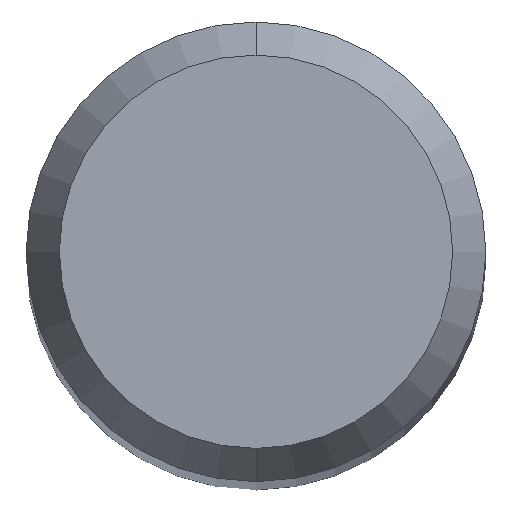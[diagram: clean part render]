
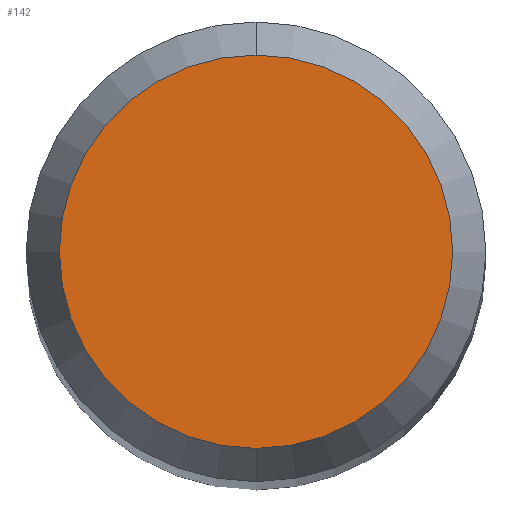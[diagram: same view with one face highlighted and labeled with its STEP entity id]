
A CAD part, top view. The second image highlights one B-rep face of the part: STEP entity #142.
In plain terms, the highlighted planar face has unit normal (0, 0, 1).
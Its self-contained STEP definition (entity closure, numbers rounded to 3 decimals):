
#142=ADVANCED_FACE('',(#326),#327,.T.);
#146=EDGE_CURVE('',#156,#200,#331,.T.);
#156=VERTEX_POINT('',#341);
#198=EDGE_CURVE('',#200,#156,#387,.T.);
#200=VERTEX_POINT('',#389);
#326=FACE_OUTER_BOUND('',#528,.T.);
#327=PLANE('',#529);
#331=CIRCLE('',#534,1.358);
#341=CARTESIAN_POINT('',(0.,-1.358,0.01));
#387=CIRCLE('',#606,1.358);
#389=CARTESIAN_POINT('',(0.0,1.358,0.01));
#528=EDGE_LOOP('',(#770,#771));
#529=AXIS2_PLACEMENT_3D('',#772,#773,#774);
#534=AXIS2_PLACEMENT_3D('',#775,#776,#777);
#606=AXIS2_PLACEMENT_3D('',#832,#833,#834);
#770=ORIENTED_EDGE('',*,*,#198,.F.);
#771=ORIENTED_EDGE('',*,*,#146,.F.);
#772=CARTESIAN_POINT('',(0.0,0.679,0.01));
#773=DIRECTION('',(-0.0,0.0,1.0));
#774=DIRECTION('',(0.0,-1.0,0.0));
#775=CARTESIAN_POINT('',(0.0,0.0,0.01));
#776=DIRECTION('',(0.0,0.0,-1.0));
#777=DIRECTION('',(0.0,1.0,0.0));
#832=CARTESIAN_POINT('',(0.0,0.0,0.01));
#833=DIRECTION('',(0.0,0.0,-1.0));
#834=DIRECTION('',(0.0,1.0,0.0));
